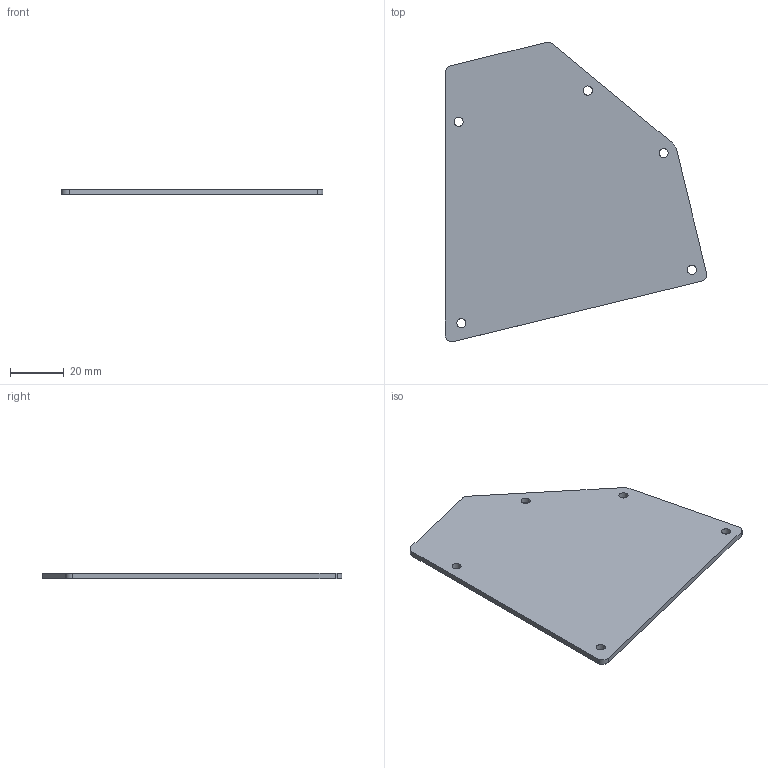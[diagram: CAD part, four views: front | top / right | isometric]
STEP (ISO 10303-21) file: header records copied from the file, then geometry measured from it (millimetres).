
FILE_DESCRIPTION(/* description */ ('','CAx-IF Rec.Pracs.---Representation and Presentation of Product Manufacturing Information (PMI)---4.0---2014-10-13'),/* implementation_level */ '2;1');
FILE_NAME(/* name */ 'custom pcb.stp',/* time_stamp */ '2024-10-10T16:49:30+02:00',/* author */ ('mateu'),/* organization */ (''),/* preprocessor_version */ 'ST-DEVELOPER v19.2',/* originating_system */ 'Autodesk Inventor 2024',/* authorisation */ '');
FILE_SCHEMA (('AP242_MANAGED_MODEL_BASED_3D_ENGINEERING_MIM_LF { 1 0 10303 442 1 1 4 }'));
Length unit declared in the file: millimetre
Products named in the file (1): custom pcb
Bounding box: 97.32 x 111.44 x 2 mm (x, y, z)
Volume: 15835.8 mm3; surface area: 16646.4 mm2
Topology: 1 solids, 1 shells, 19 faces, 51 edges, 34 vertices
Faces by surface type: cylinder 11, plane 8
Full cylindrical faces by diameter (mm): 3.4 x5
Entity records: 2304 total; most frequent: DIRECTION 549, CARTESIAN_POINT 474, STYLED_ITEM 264, AXIS2_PLACEMENT_3D 260, CIRCLE 227, ORIENTED_EDGE 102, EDGE_CURVE 51, POLYLINE 40
